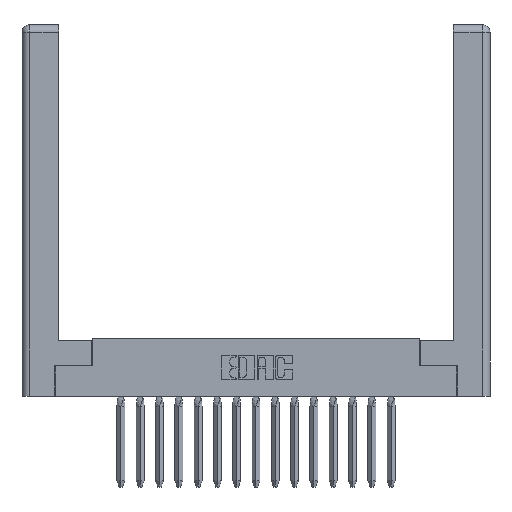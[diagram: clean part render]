
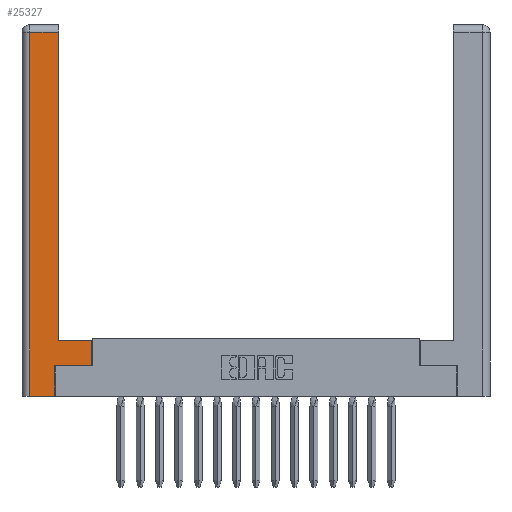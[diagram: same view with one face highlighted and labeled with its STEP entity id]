
A CAD part, top view. The second image highlights one B-rep face of the part: STEP entity #25327.
In plain terms, the highlighted planar face has unit normal (0, 0, 1).
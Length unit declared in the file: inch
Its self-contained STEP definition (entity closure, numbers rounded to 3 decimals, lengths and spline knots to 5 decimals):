
#237 = CARTESIAN_POINT ( 'NONE',  ( 0.0615, 0., 0. ) ) ;
#2454 = PLANE ( 'NONE',  #33015 ) ;
#3189 = DIRECTION ( 'NONE',  ( 0., 1., 0. ) ) ;
#3215 = EDGE_LOOP ( 'NONE', ( #5079, #21213, #31348, #16719, #23125, #21536, #31734, #11794 ) ) ;
#3830 = VECTOR ( 'NONE', #16579, 39.37008 ) ;
#3897 = DIRECTION ( 'NONE',  ( 0., 1., 0. ) ) ;
#4948 = DIRECTION ( 'NONE',  ( 0., 1., 0. ) ) ;
#5079 = ORIENTED_EDGE ( 'NONE', *, *, #16574, .T. ) ;
#5158 = DIRECTION ( 'NONE',  ( 0., 0., -1. ) ) ;
#5958 = FACE_OUTER_BOUND ( 'NONE', #3215, .T. ) ;
#7632 = DIRECTION ( 'NONE',  ( 0., -1., 0. ) ) ;
#7935 = EDGE_CURVE ( 'NONE', #20158, #10995, #18951, .T. ) ;
#8303 = DIRECTION ( 'NONE',  ( -1., 0., 0. ) ) ;
#8452 = VERTEX_POINT ( 'NONE', #13821 ) ;
#10995 = VERTEX_POINT ( 'NONE', #19483 ) ;
#11071 = CARTESIAN_POINT ( 'NONE',  ( 0.0615, 2.94, 0. ) ) ;
#11076 = VECTOR ( 'NONE', #3189, 39.37008 ) ;
#11794 = ORIENTED_EDGE ( 'NONE', *, *, #30240, .T. ) ;
#11967 = VERTEX_POINT ( 'NONE', #31641 ) ;
#12196 = VECTOR ( 'NONE', #3897, 39.37008 ) ;
#13821 = CARTESIAN_POINT ( 'NONE',  ( 0.265, 0.245, 0. ) ) ;
#14145 = CARTESIAN_POINT ( 'NONE',  ( 0.565, 0.245, 0. ) ) ;
#14465 = VECTOR ( 'NONE', #29417, 39.37008 ) ;
#15665 = VERTEX_POINT ( 'NONE', #237 ) ;
#16229 = VERTEX_POINT ( 'NONE', #19419 ) ;
#16574 = EDGE_CURVE ( 'NONE', #11967, #21492, #29272, .T. ) ;
#16579 = DIRECTION ( 'NONE',  ( -1., 0., 0. ) ) ;
#16719 = ORIENTED_EDGE ( 'NONE', *, *, #17780, .T. ) ;
#16841 = VECTOR ( 'NONE', #16978, 39.37008 ) ;
#16978 = DIRECTION ( 'NONE',  ( 1., 0., 0. ) ) ;
#17780 = EDGE_CURVE ( 'NONE', #15665, #23213, #33366, .T. ) ;
#18226 = LINE ( 'NONE', #19146, #11076 ) ;
#18951 = LINE ( 'NONE', #22695, #12196 ) ;
#18953 = LINE ( 'NONE', #11071, #3830 ) ;
#19106 = VECTOR ( 'NONE', #24353, 39.37008 ) ;
#19146 = CARTESIAN_POINT ( 'NONE',  ( 0.265, 0.245, 0. ) ) ;
#19419 = CARTESIAN_POINT ( 'NONE',  ( 0.0615, 2.94, 0. ) ) ;
#19483 = CARTESIAN_POINT ( 'NONE',  ( 0.565, 0.45, 0. ) ) ;
#19707 = EDGE_CURVE ( 'NONE', #23213, #8452, #18226, .T. ) ;
#20158 = VERTEX_POINT ( 'NONE', #24051 ) ;
#21213 = ORIENTED_EDGE ( 'NONE', *, *, #22593, .T. ) ;
#21492 = VERTEX_POINT ( 'NONE', #25463 ) ;
#21536 = ORIENTED_EDGE ( 'NONE', *, *, #22048, .T. ) ;
#22048 = EDGE_CURVE ( 'NONE', #8452, #20158, #33641, .T. ) ;
#22593 = EDGE_CURVE ( 'NONE', #21492, #16229, #18953, .T. ) ;
#22695 = CARTESIAN_POINT ( 'NONE',  ( 0.565, 0.45, 0. ) ) ;
#23125 = ORIENTED_EDGE ( 'NONE', *, *, #19707, .T. ) ;
#23213 = VERTEX_POINT ( 'NONE', #29615 ) ;
#23522 = CARTESIAN_POINT ( 'NONE',  ( 0.0615, 0., 0. ) ) ;
#24051 = CARTESIAN_POINT ( 'NONE',  ( 0.565, 0.245, 0. ) ) ;
#24353 = DIRECTION ( 'NONE',  ( 1., 0., 0. ) ) ;
#24820 = EDGE_CURVE ( 'NONE', #16229, #15665, #27594, .T. ) ;
#25327 = ADVANCED_FACE ( 'NONE', ( #5958 ), #2454, .F. ) ;
#25463 = CARTESIAN_POINT ( 'NONE',  ( 0.295, 2.94, 0. ) ) ;
#27061 = CARTESIAN_POINT ( 'NONE',  ( 0.295, 0.45, 0. ) ) ;
#27187 = VECTOR ( 'NONE', #4948, 39.37008 ) ;
#27594 = LINE ( 'NONE', #23522, #33434 ) ;
#29042 = CARTESIAN_POINT ( 'NONE',  ( 0.265, 0., 0. ) ) ;
#29272 = LINE ( 'NONE', #31594, #27187 ) ;
#29417 = DIRECTION ( 'NONE',  ( -1., 0., 0. ) ) ;
#29615 = CARTESIAN_POINT ( 'NONE',  ( 0.265, 0., 0. ) ) ;
#29683 = CARTESIAN_POINT ( 'NONE',  ( 0., 0., 0. ) ) ;
#30044 = LINE ( 'NONE', #27061, #14465 ) ;
#30240 = EDGE_CURVE ( 'NONE', #10995, #11967, #30044, .T. ) ;
#31348 = ORIENTED_EDGE ( 'NONE', *, *, #24820, .T. ) ;
#31594 = CARTESIAN_POINT ( 'NONE',  ( 0.295, 3., 0. ) ) ;
#31641 = CARTESIAN_POINT ( 'NONE',  ( 0.295, 0.45, 0. ) ) ;
#31734 = ORIENTED_EDGE ( 'NONE', *, *, #7935, .T. ) ;
#33015 = AXIS2_PLACEMENT_3D ( 'NONE', #29683, #5158, #8303 ) ;
#33366 = LINE ( 'NONE', #29042, #19106 ) ;
#33434 = VECTOR ( 'NONE', #7632, 39.37008 ) ;
#33641 = LINE ( 'NONE', #14145, #16841 ) ;
